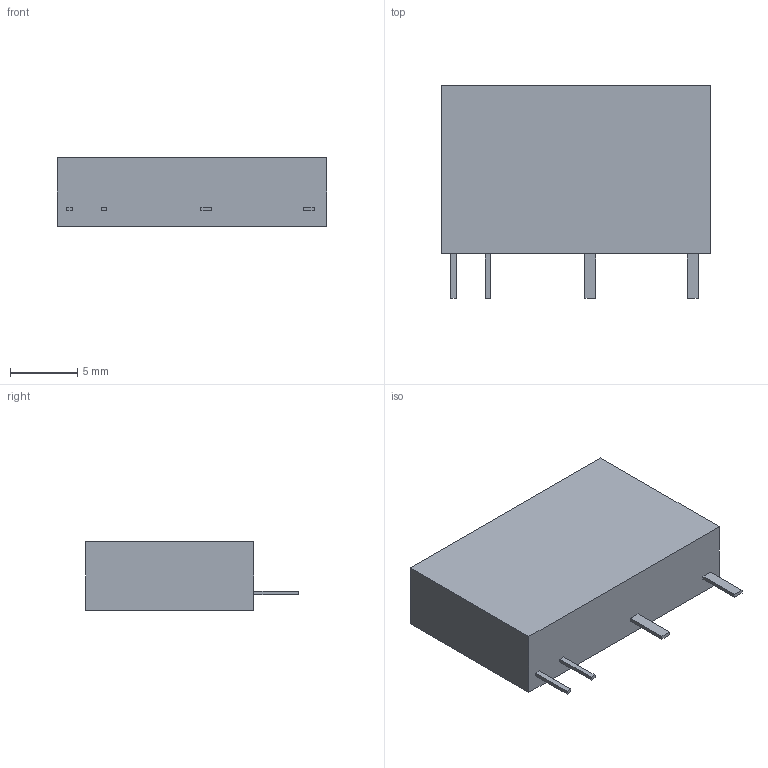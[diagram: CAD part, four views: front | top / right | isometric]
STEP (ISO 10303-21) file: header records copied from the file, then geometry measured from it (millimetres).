
FILE_DESCRIPTION(('STEP AP214'),'1');
FILE_NAME('g6dn-1a.stp','2017-05-08T16:16:34',('TraceParts'),('TraceParts S.A.'),'Spatial InterOp 3D',' ',' ');
FILE_SCHEMA(('automotive_design'));
Length unit declared in the file: millimetre
Products named in the file (1): g6dn-1a
Bounding box: 20 x 15.8 x 5.08 mm (x, y, z)
Volume: 1272.1 mm3; surface area: 852.9 mm2
Topology: 1 solids, 1 shells, 26 faces, 60 edges, 40 vertices
Faces by surface type: plane 26
Entity records: 948 total; most frequent: CARTESIAN_POINT 127, ORIENTED_EDGE 120, DIRECTION 114, EDGE_CURVE 60, LINE 60, VECTOR 60, VERTEX_POINT 40, EDGE_LOOP 30
